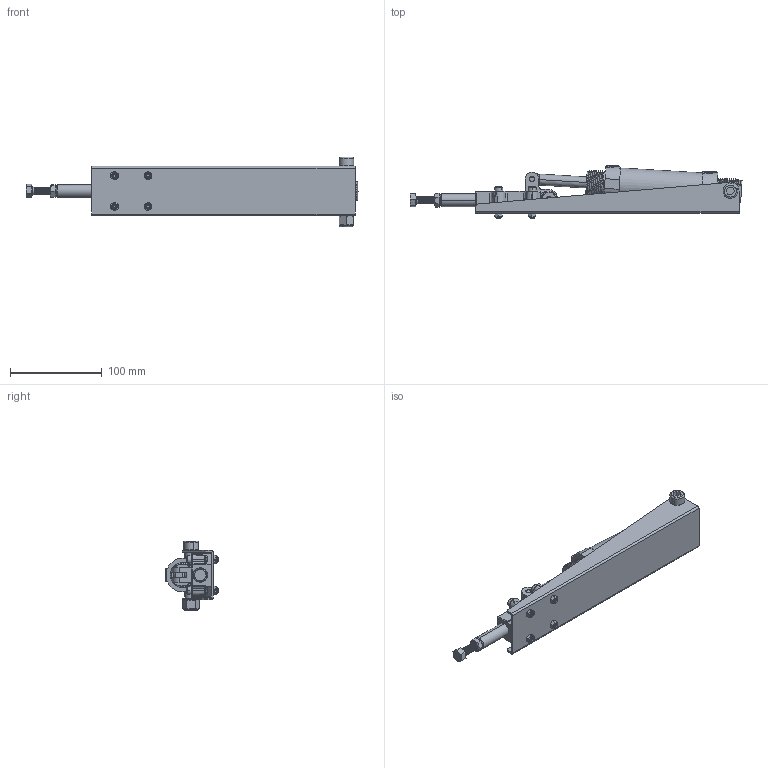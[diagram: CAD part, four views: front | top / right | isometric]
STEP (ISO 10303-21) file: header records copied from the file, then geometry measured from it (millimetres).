
FILE_DESCRIPTION (( 'STEP AP203' ), '1' );
FILE_NAME ('CH--30600-HL-A.STEP', '2017-12-07T10:40:24', ( 'Windows' ), ( 'Microsoft' ), 'SwSTEP 2.0', 'SolidWorks 2015', '' );
FILE_SCHEMA (( 'CONFIG_CONTROL_DESIGN' ));
Length unit declared in the file: millimetre
Products named in the file (19): M5-25; 30600-04hl; M5 NUT; 30600-06; CH-30600-HL-A-04; 30600HL-04; M10X65; 30600-01; M10 Lock Nut; 30600-05; CH-30600-HL-A-01; 錨璃2; CH-30600-HL-A-03; CH-30600-HL-A-02; CH--30600-HL-A; M8 NUT; CH-30600-HL-A-03-01.SLDPRT-; CH-SA-086512 SPINDLE SUPPLIED; 30600-02
Assembly tree (28 placements, depth 2):
  CH--30600-HL-A
    CH-30600-HL-A-01
    CH-30600-HL-A-02
    CH-30600-HL-A-03-01.SLDPRT-
    30600-02
    30600-04hl
    30600-06  x2
    30600HL-04  x2
    30600-01
    30600-05
    CH-30600-HL-A-03
    M8 NUT
    CH-SA-086512 SPINDLE SUPPLIED
    M5-25  x4
    M5 NUT  x4
    CH-30600-HL-A-04  x2
    M10X65
    M10 Lock Nut
    錨璃2  x2
Bounding box: 361.7 x 58.1 x 76 mm (x, y, z)
Volume: 285563.6 mm3; surface area: 140084.8 mm2
Topology: 28 solids, 28 shells, 2087 faces, 5632 edges, 3625 vertices
Faces by surface type: cylinder 920, plane 868, cone 122, bspline 116, torus 59, sphere 2
Entity records: 82277 total; most frequent: CARTESIAN_POINT 46434, ORIENTED_EDGE 7684, DIRECTION 6565, EDGE_CURVE 3842, AXIS2_PLACEMENT_3D 2545, VERTEX_POINT 2465, EDGE_LOOP 1501, LINE 1475
